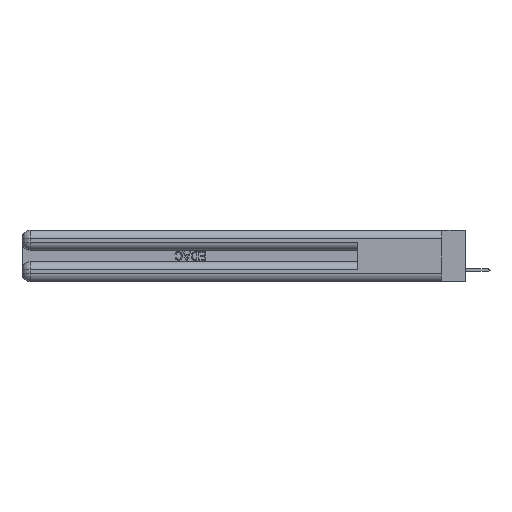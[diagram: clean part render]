
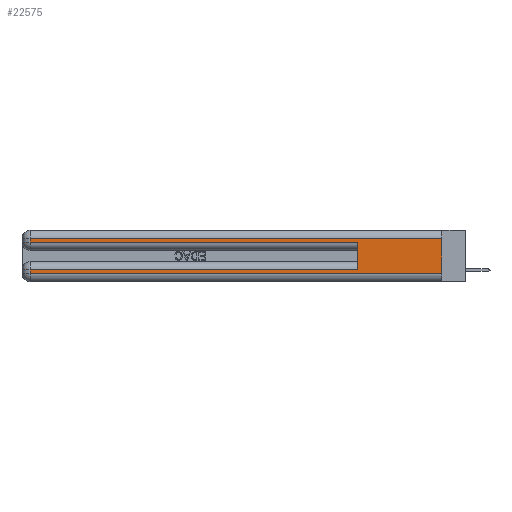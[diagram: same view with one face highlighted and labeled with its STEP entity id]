
A CAD part, left-side view. The second image highlights one B-rep face of the part: STEP entity #22575.
In plain terms, the highlighted planar face has unit normal (-1, 0, 0).
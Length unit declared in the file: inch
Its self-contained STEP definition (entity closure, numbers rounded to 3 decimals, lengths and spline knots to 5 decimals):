
#60 = VERTEX_POINT ( 'NONE', #27719 ) ;
#2880 = ORIENTED_EDGE ( 'NONE', *, *, #27522, .T. ) ;
#3060 = DIRECTION ( 'NONE',  ( 0., 0., -1. ) ) ;
#3401 = CARTESIAN_POINT ( 'NONE',  ( 0., 0.6, 0.085 ) ) ;
#3915 = VERTEX_POINT ( 'NONE', #32744 ) ;
#4155 = EDGE_CURVE ( 'NONE', #46443, #47535, #22585, .T. ) ;
#6199 = CARTESIAN_POINT ( 'NONE',  ( 0., 0.6, 0.285 ) ) ;
#6251 = VECTOR ( 'NONE', #41727, 39.37008 ) ;
#6342 = ORIENTED_EDGE ( 'NONE', *, *, #15013, .T. ) ;
#6434 = DIRECTION ( 'NONE',  ( 0., 1., 0. ) ) ;
#7047 = PLANE ( 'NONE',  #13208 ) ;
#7433 = LINE ( 'NONE', #23077, #6251 ) ;
#8905 = EDGE_LOOP ( 'NONE', ( #19591, #2880, #36024, #17241, #39462, #35281, #6342, #13883 ) ) ;
#9218 = VERTEX_POINT ( 'NONE', #13322 ) ;
#9247 = LINE ( 'NONE', #28914, #17419 ) ;
#9353 = VERTEX_POINT ( 'NONE', #3401 ) ;
#9369 = EDGE_CURVE ( 'NONE', #60, #3915, #35345, .T. ) ;
#9476 = VECTOR ( 'NONE', #18986, 39.37008 ) ;
#10779 = DIRECTION ( 'NONE',  ( 1., 0., 0. ) ) ;
#11807 = EDGE_CURVE ( 'NONE', #9353, #47535, #39098, .T. ) ;
#12525 = CARTESIAN_POINT ( 'NONE',  ( 0., 2.94, 0.37 ) ) ;
#13208 = AXIS2_PLACEMENT_3D ( 'NONE', #44597, #10779, #40514 ) ;
#13249 = VECTOR ( 'NONE', #3060, 39.37008 ) ;
#13322 = CARTESIAN_POINT ( 'NONE',  ( 0., 2.94, 0.31 ) ) ;
#13725 = VECTOR ( 'NONE', #35632, 39.37008 ) ;
#13883 = ORIENTED_EDGE ( 'NONE', *, *, #26383, .T. ) ;
#14345 = FACE_OUTER_BOUND ( 'NONE', #8905, .T. ) ;
#15013 = EDGE_CURVE ( 'NONE', #27138, #27438, #31192, .T. ) ;
#15826 = CARTESIAN_POINT ( 'NONE',  ( 0., 0., 0.285 ) ) ;
#17185 = LINE ( 'NONE', #48082, #39813 ) ;
#17241 = ORIENTED_EDGE ( 'NONE', *, *, #4155, .T. ) ;
#17419 = VECTOR ( 'NONE', #6434, 39.37008 ) ;
#18021 = CARTESIAN_POINT ( 'NONE',  ( 0., 0., 0.37 ) ) ;
#18502 = CARTESIAN_POINT ( 'NONE',  ( 0., 0.6, 0.145 ) ) ;
#18503 = VECTOR ( 'NONE', #45754, 39.37008 ) ;
#18986 = DIRECTION ( 'NONE',  ( 0., 0., 1. ) ) ;
#19591 = ORIENTED_EDGE ( 'NONE', *, *, #9369, .F. ) ;
#22575 = ADVANCED_FACE ( 'NONE', ( #14345 ), #7047, .F. ) ;
#22585 = LINE ( 'NONE', #15826, #18503 ) ;
#23077 = CARTESIAN_POINT ( 'NONE',  ( 0., 0., 0.06 ) ) ;
#24631 = CARTESIAN_POINT ( 'NONE',  ( 0., 2.94, 0.285 ) ) ;
#25783 = EDGE_CURVE ( 'NONE', #9218, #46443, #32417, .T. ) ;
#26383 = EDGE_CURVE ( 'NONE', #27438, #3915, #7433, .T. ) ;
#27138 = VERTEX_POINT ( 'NONE', #38458 ) ;
#27438 = VERTEX_POINT ( 'NONE', #39432 ) ;
#27522 = EDGE_CURVE ( 'NONE', #60, #9218, #17185, .T. ) ;
#27719 = CARTESIAN_POINT ( 'NONE',  ( 0., 0., 0.31 ) ) ;
#28914 = CARTESIAN_POINT ( 'NONE',  ( 0., 0., 0.085 ) ) ;
#30907 = EDGE_CURVE ( 'NONE', #9353, #27138, #9247, .T. ) ;
#31192 = LINE ( 'NONE', #31914, #13725 ) ;
#31914 = CARTESIAN_POINT ( 'NONE',  ( 0., 2.94, 0.37 ) ) ;
#32417 = LINE ( 'NONE', #12525, #41749 ) ;
#32744 = CARTESIAN_POINT ( 'NONE',  ( 0., 0., 0.06 ) ) ;
#35281 = ORIENTED_EDGE ( 'NONE', *, *, #30907, .T. ) ;
#35345 = LINE ( 'NONE', #18021, #13249 ) ;
#35632 = DIRECTION ( 'NONE',  ( 0., 0., -1. ) ) ;
#36024 = ORIENTED_EDGE ( 'NONE', *, *, #25783, .T. ) ;
#36985 = DIRECTION ( 'NONE',  ( 0., 1., 0. ) ) ;
#38458 = CARTESIAN_POINT ( 'NONE',  ( 0., 2.94, 0.085 ) ) ;
#38795 = DIRECTION ( 'NONE',  ( 0., 0., -1. ) ) ;
#39098 = LINE ( 'NONE', #18502, #9476 ) ;
#39432 = CARTESIAN_POINT ( 'NONE',  ( 0., 2.94, 0.06 ) ) ;
#39462 = ORIENTED_EDGE ( 'NONE', *, *, #11807, .F. ) ;
#39813 = VECTOR ( 'NONE', #36985, 39.37008 ) ;
#40514 = DIRECTION ( 'NONE',  ( 0., 0., -1. ) ) ;
#41727 = DIRECTION ( 'NONE',  ( 0., -1., 0. ) ) ;
#41749 = VECTOR ( 'NONE', #38795, 39.37008 ) ;
#44597 = CARTESIAN_POINT ( 'NONE',  ( 0., 0., 0.37 ) ) ;
#45754 = DIRECTION ( 'NONE',  ( 0., -1., 0. ) ) ;
#46443 = VERTEX_POINT ( 'NONE', #24631 ) ;
#47535 = VERTEX_POINT ( 'NONE', #6199 ) ;
#48082 = CARTESIAN_POINT ( 'NONE',  ( 0., 0., 0.31 ) ) ;
